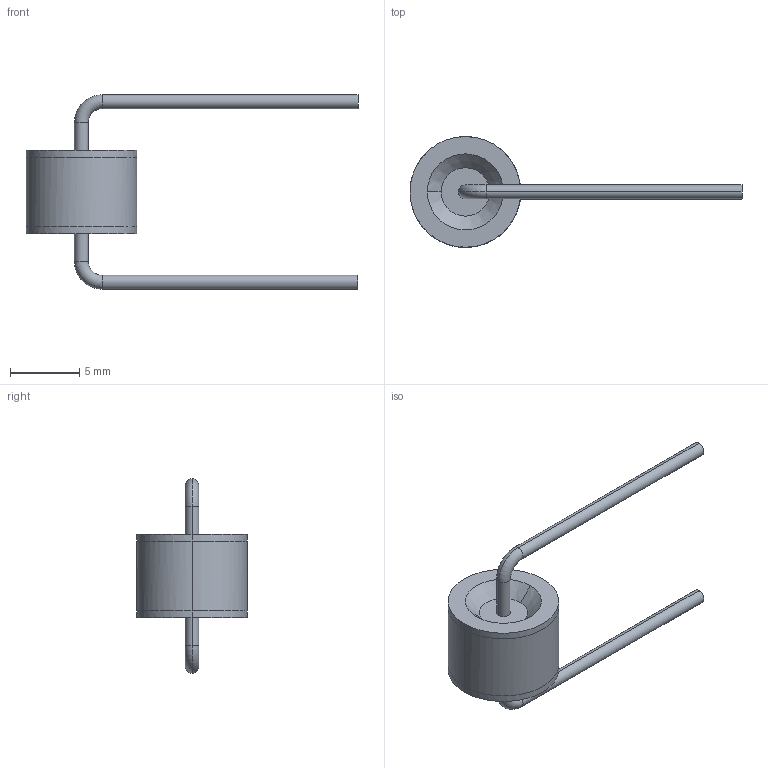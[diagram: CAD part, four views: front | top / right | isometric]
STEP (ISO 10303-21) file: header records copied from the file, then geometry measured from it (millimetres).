
FILE_DESCRIPTION (( 'STEP AP214' ), '1' );
FILE_NAME ('B88069X2250S102.STEP', '2023-09-27T13:30:56', ( '' ), ( '' ), 'SwSTEP 2.0', 'SolidWorks 2017', '' );
FILE_SCHEMA (( 'AUTOMOTIVE_DESIGN' ));
Length unit declared in the file: millimetre
Products named in the file (1): B88069X2250S102
Bounding box: 24 x 8.01 x 14.05 mm (x, y, z)
Volume: 309.7 mm3; surface area: 414.3 mm2
Topology: 1 solids, 1 shells, 28 faces, 54 edges, 32 vertices
Faces by surface type: cylinder 14, plane 6, torus 4, cone 4
Entity records: 830 total; most frequent: CARTESIAN_POINT 183, DIRECTION 140, ORIENTED_EDGE 108, AXIS2_PLACEMENT_3D 61, EDGE_CURVE 54, VERTEX_POINT 32, CIRCLE 32, EDGE_LOOP 32
